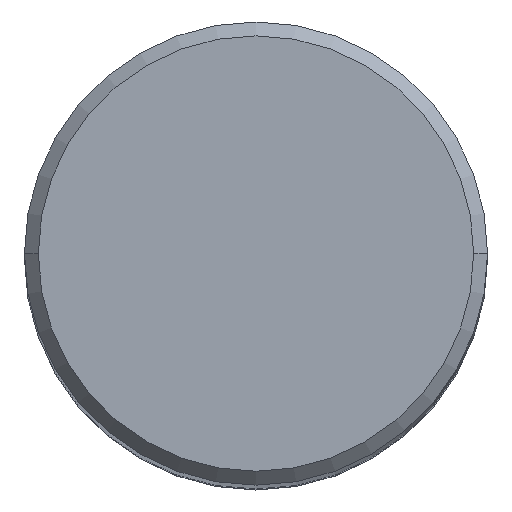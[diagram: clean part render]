
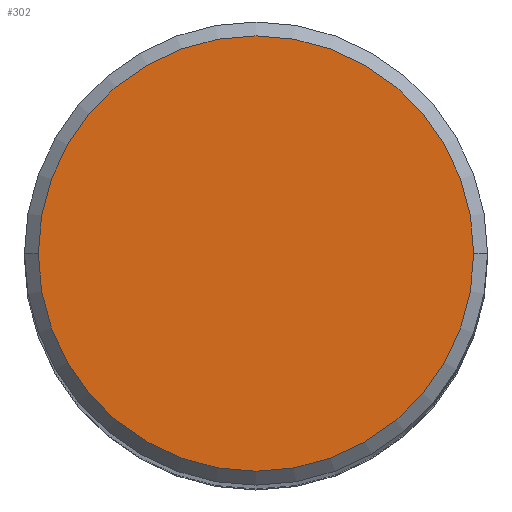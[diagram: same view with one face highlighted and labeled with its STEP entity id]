
A CAD part, top view. The second image highlights one B-rep face of the part: STEP entity #302.
In plain terms, the highlighted planar face has unit normal (0, 0, 1).
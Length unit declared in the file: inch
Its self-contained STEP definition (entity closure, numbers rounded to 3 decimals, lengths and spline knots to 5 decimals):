
#48 = CARTESIAN_POINT ( 'NONE',  ( -0.235, 0., 3. ) ) ;
#64 = ORIENTED_EDGE ( 'NONE', *, *, #350, .T. ) ;
#67 = CARTESIAN_POINT ( 'NONE',  ( 0., 0., 3. ) ) ;
#72 = DIRECTION ( 'NONE',  ( 1., 0., 0. ) ) ;
#87 = DIRECTION ( 'NONE',  ( 1., 0., 0. ) ) ;
#97 = CIRCLE ( 'NONE', #256, 0.235 ) ;
#118 = EDGE_CURVE ( 'NONE', #372, #261, #134, .T. ) ;
#134 = CIRCLE ( 'NONE', #377, 0.235 ) ;
#142 = DIRECTION ( 'NONE',  ( 0., 0., 1. ) ) ;
#143 = ORIENTED_EDGE ( 'NONE', *, *, #118, .T. ) ;
#146 = PLANE ( 'NONE',  #313 ) ;
#172 = CARTESIAN_POINT ( 'NONE',  ( 0., 0., 3. ) ) ;
#234 = CARTESIAN_POINT ( 'NONE',  ( 0., 0., 3. ) ) ;
#256 = AXIS2_PLACEMENT_3D ( 'NONE', #172, #142, #296 ) ;
#261 = VERTEX_POINT ( 'NONE', #48 ) ;
#265 = FACE_OUTER_BOUND ( 'NONE', #339, .T. ) ;
#296 = DIRECTION ( 'NONE',  ( 1., 0., 0. ) ) ;
#302 = ADVANCED_FACE ( 'NONE', ( #265 ), #146, .T. ) ;
#313 = AXIS2_PLACEMENT_3D ( 'NONE', #234, #346, #87 ) ;
#339 = EDGE_LOOP ( 'NONE', ( #64, #143 ) ) ;
#346 = DIRECTION ( 'NONE',  ( 0., 0., 1. ) ) ;
#350 = EDGE_CURVE ( 'NONE', #261, #372, #97, .T. ) ;
#352 = CARTESIAN_POINT ( 'NONE',  ( 0.235, 0., 3. ) ) ;
#359 = DIRECTION ( 'NONE',  ( 0., 0., 1. ) ) ;
#372 = VERTEX_POINT ( 'NONE', #352 ) ;
#377 = AXIS2_PLACEMENT_3D ( 'NONE', #67, #359, #72 ) ;
